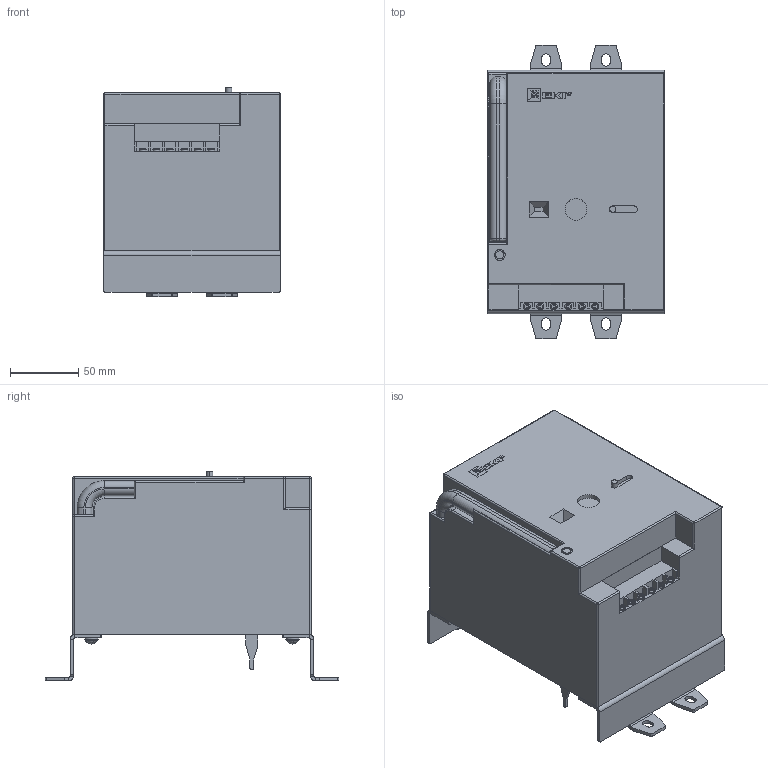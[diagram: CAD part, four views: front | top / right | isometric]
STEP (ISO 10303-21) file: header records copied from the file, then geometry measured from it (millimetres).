
FILE_DESCRIPTION (( 'STEP AP214' ), '1' );
FILE_NAME ('mmcb99m-a-145 Ìîòîðíûé ïðèâîä ê ÂÀ-99Ì_400.STEP', '2020-02-18T10:14:40', ( '' ), ( '' ), 'SwSTEP 2.0', 'SolidWorks 2019', '' );
FILE_SCHEMA (( 'AUTOMOTIVE_DESIGN' ));
Length unit declared in the file: millimetre
Products named in the file (7): Ìîòîðíûé ïðèâîä ê ÂÀ-99Ì_400; 襟俶.745412.005 扰鍙欙樥燲00; Âèíò Ì5 ÃÎÑÒ17473-78_5å16; ﾘ琺矜 01.019 ﾃﾎﾑﾒ11371-78_5; ﾘ琺矜 65ﾃ 019 ﾃﾎﾑﾒ 6402-70_5; Ãàéêà ÃÎÑÒ 5915-70_5.6G.5; mmcb99m-a-145 Ìîòîðíûé ïðèâîä ê ÂÀ-99Ì_400
Assembly tree (23 placements, depth 2):
  mmcb99m-a-145 Ìîòîðíûé ïðèâîä ê ÂÀ-99Ì_400
    Ìîòîðíûé ïðèâîä ê ÂÀ-99Ì_400
    襟俶.745412.005 扰鍙欙樥燲00  x2
    Âèíò Ì5 ÃÎÑÒ17473-78_5å16  x4
    ﾘ琺矜 01.019 ﾃﾎﾑﾒ11371-78_5  x8
    ﾘ琺矜 65ﾃ 019 ﾃﾎﾑﾒ 6402-70_5  x4
    Ãàéêà ÃÎÑÒ 5915-70_5.6G.5  x4
Bounding box: 130 x 216 x 154 mm (x, y, z)
Volume: 2568097.7 mm3; surface area: 167637 mm2
Topology: 23 solids, 23 shells, 605 faces, 1523 edges, 988 vertices
Faces by surface type: plane 340, cylinder 185, cone 40, torus 24, sphere 16
Entity records: 13074 total; most frequent: CARTESIAN_POINT 2658, ORIENTED_EDGE 2058, DIRECTION 2044, EDGE_CURVE 1029, AXIS2_PLACEMENT_3D 692, VERTEX_POINT 682, VECTOR 660, LINE 660
